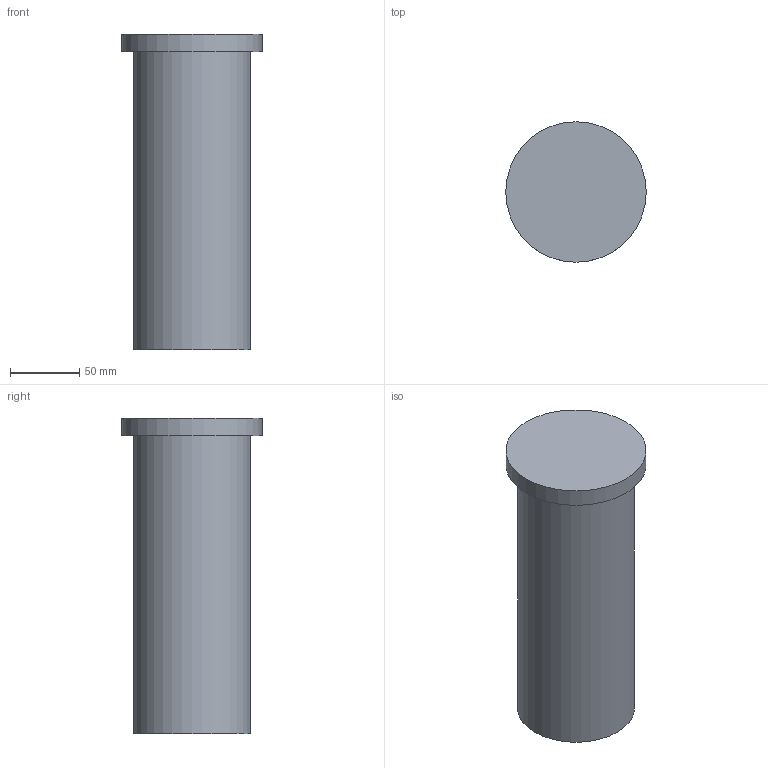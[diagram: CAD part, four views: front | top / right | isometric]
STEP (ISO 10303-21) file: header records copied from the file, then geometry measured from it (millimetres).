
FILE_DESCRIPTION(/* description */ ('STEP AP242','CAx-IF Rec.Pracs.---Representation and Presentation of Product Manufacturing Information (PMI)---4.0---2014-10-13','CAx-IF Rec.Pracs.---3D Tessellated Geometry---0.4---2014-09-14','2;1'),/* implementation_level */ '2;1');
FILE_NAME(/* name */ '61f6b56574beb127bede2750',/* time_stamp */ '2022-01-30T15:57:26+00:00',/* author */ (''),/* organization */ (''),/* preprocessor_version */ 'ST-DEVELOPER v18.101',/* originating_system */ ' ',/* authorisation */ ' ');
FILE_SCHEMA (('AP242_MANAGED_MODEL_BASED_3D_ENGINEERING_MIM_LF { 1 0 10303 442 1 1 4 }'));
Length unit declared in the file: metre
Products named in the file (1): brass_can
Bounding box: 101.6 x 101.6 x 228.6 mm (x, y, z)
Volume: 654869.4 mm3; surface area: 125832.4 mm2
Topology: 1 solids, 2 shells, 8 faces, 9 edges, 6 vertices
Faces by surface type: plane 5, cylinder 3
Full cylindrical faces by diameter (mm): 63.5 x1, 84.667 x1, 101.6 x1
Entity records: 164 total; most frequent: DIRECTION 30, CARTESIAN_POINT 21, AXIS2_PLACEMENT_3D 15, ORIENTED_EDGE 12, EDGE_LOOP 12, FACE_BOUND 12, ADVANCED_FACE 8, EDGE_CURVE 6
